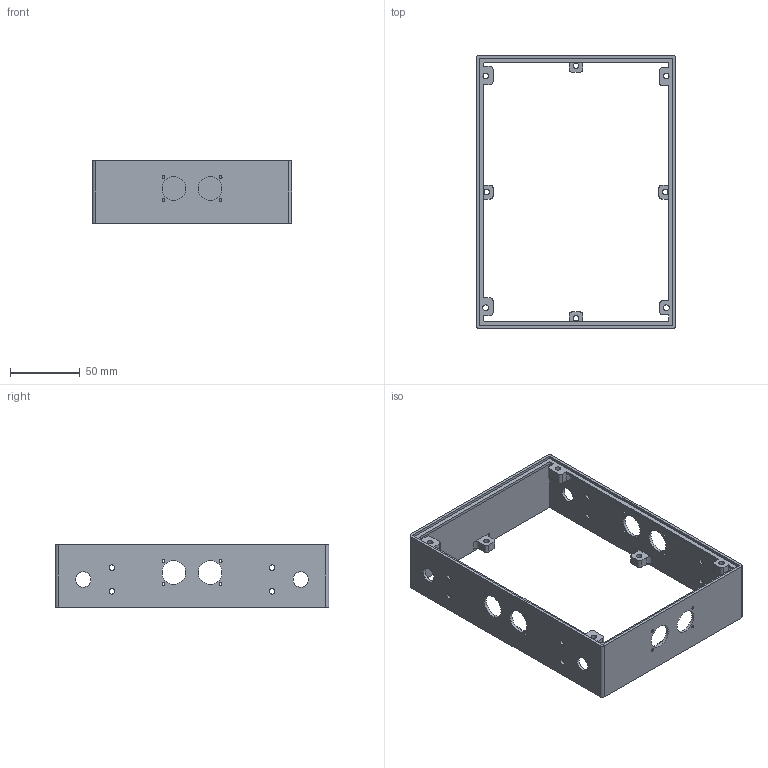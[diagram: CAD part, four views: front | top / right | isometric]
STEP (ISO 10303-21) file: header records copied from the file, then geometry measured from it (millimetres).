
FILE_DESCRIPTION(/* description */ (''),/* implementation_level */ '2;1');
FILE_NAME(/* name */ 'abea5bc2-ba1e-4c30-8a97-bd0681a3f48a.stp',/* time_stamp */ '2025-09-16T02:19:53Z',/* author */ (''),/* organization */ (''),/* preprocessor_version */ 'ST-DEVELOPER v20.1',/* originating_system */ 'Autodesk Translation Framework v14.17.0.0',/* authorisation */ '');
FILE_SCHEMA (('AUTOMOTIVE_DESIGN { 1 0 10303 214 3 1 1 }'));
Length unit declared in the file: millimetre
Products named in the file (1): Desain Kerangka Luar
Bounding box: 143 x 196 x 45 mm (x, y, z)
Volume: 65602.9 mm3; surface area: 66983.6 mm2
Topology: 1 solids, 1 shells, 139 faces, 388 edges, 256 vertices
Faces by surface type: cylinder 76, plane 63
Full cylindrical faces by diameter (mm): 2 x12, 4 x16, 11 x4, 17 x6
Entity records: 4706 total; most frequent: DIRECTION 820, CARTESIAN_POINT 784, ORIENTED_EDGE 776, EDGE_CURVE 388, AXIS2_PLACEMENT_3D 292, VERTEX_POINT 256, LINE 236, VECTOR 236
